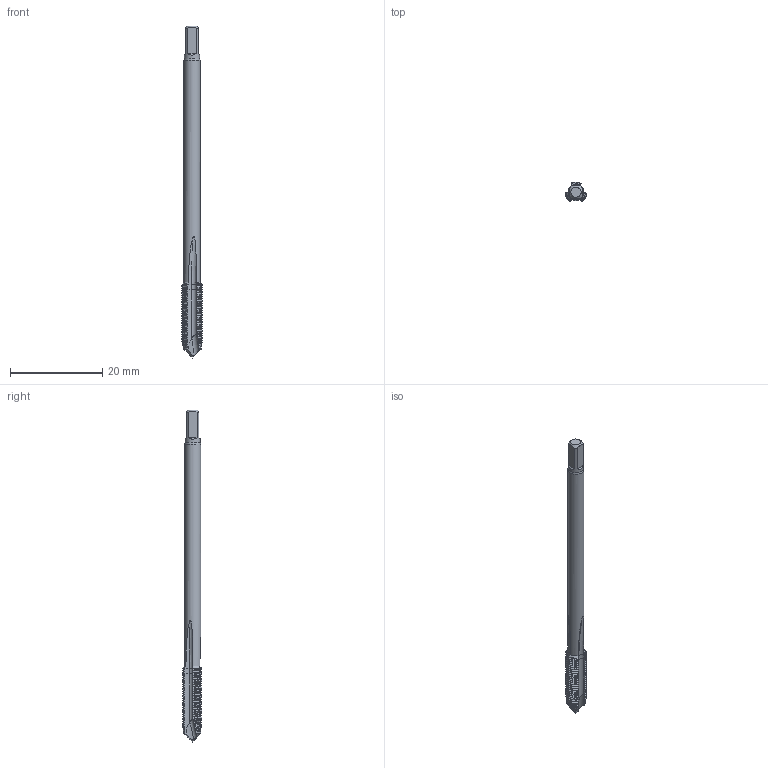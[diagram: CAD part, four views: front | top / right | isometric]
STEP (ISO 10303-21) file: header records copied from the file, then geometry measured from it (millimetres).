
FILE_DESCRIPTION(/* description */ (''),/* implementation_level */ '2;1');
FILE_NAME(/* name */ 'T30-PU02B05-4.5X0.5-63R_Detailed.stp',/* time_stamp */ '2024-09-11T08:18:59+02:00',/* author */ (''),/* organization */ (''),/* preprocessor_version */ 'ST-DEVELOPER v18.102',/* originating_system */ 'SIEMENS PLM Software NX2206.8101',/* authorisation */ '');
FILE_SCHEMA (('AUTOMOTIVE_DESIGN { 1 0 10303 214 3 1 1 1 }'));
Length unit declared in the file: millimetre
Products named in the file (1): T30-PU02B05-4.5X0.5-63R_Detailed_objects
Bounding box: 4.57 x 4.26 x 71.95 mm (x, y, z)
Volume: 634.9 mm3; surface area: 915.1 mm2
Topology: 2 solids, 2 shells, 399 faces, 1185 edges, 793 vertices
Faces by surface type: cone 195, torus 100, cylinder 86, plane 17, bspline 1
Full cylindrical faces by diameter (mm): 3.3 x1, 3.5 x1
Entity records: 19952 total; most frequent: CARTESIAN_POINT 11103, ORIENTED_EDGE 2344, EDGE_CURVE 1172, DIRECTION 1077, B_SPLINE_CURVE_WITH_KNOTS 962, VERTEX_POINT 782, AXIS2_PLACEMENT_3D 465, EDGE_LOOP 403
